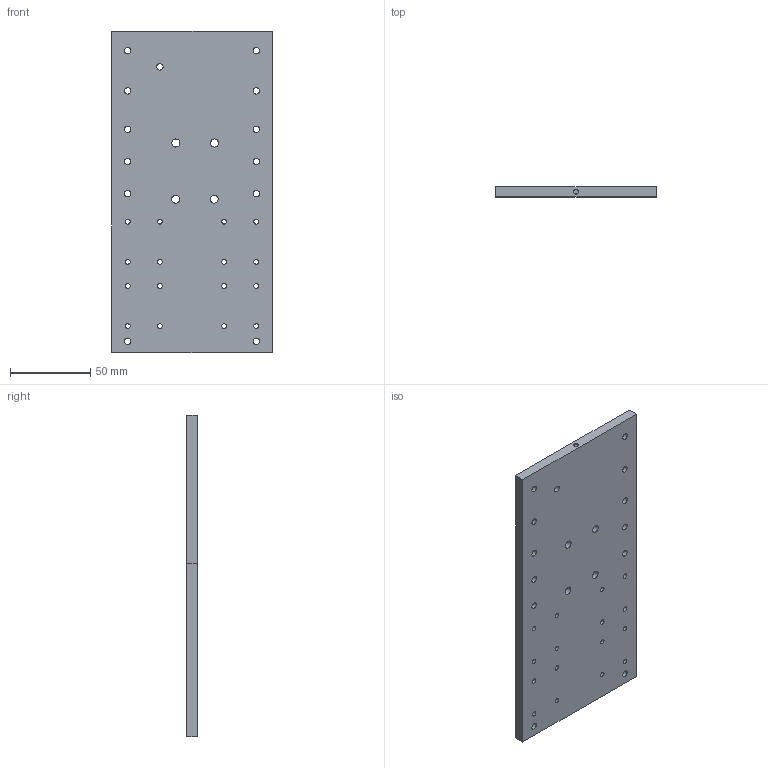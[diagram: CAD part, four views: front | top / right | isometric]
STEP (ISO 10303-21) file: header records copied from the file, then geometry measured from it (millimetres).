
FILE_DESCRIPTION(/* description */ ('','CAx-IF Rec.Pracs.---Representation and Presentation of Product Manufacturing Information (PMI)---4.0---2014-10-13'),/* implementation_level */ '2;1');
FILE_NAME(/* name */ 'Z_Backplate v13.step',/* time_stamp */ '2025-01-05T14:29:03-08:00',/* author */ (''),/* organization */ (''),/* preprocessor_version */ 'ST-DEVELOPER v20',/* originating_system */ 'Autodesk Translation Framework v13.20.0.188',/* authorisation */ '');
FILE_SCHEMA (('AP242_MANAGED_MODEL_BASED_3D_ENGINEERING_MIM_LF { 1 0 10303 442 1 1 4 }'));
Length unit declared in the file: millimetre
Products named in the file (1): CNC Assembly_ggsner v1
Bounding box: 100 x 6.35 x 200 mm (x, y, z)
Volume: 124738.5 mm3; surface area: 45503.2 mm2
Topology: 1 solids, 1 shells, 42 faces, 120 edges, 81 vertices
Faces by surface type: cylinder 34, plane 8
Full cylindrical faces by diameter (mm): 3 x17, 4 x13, 5 x4
Entity records: 1577 total; most frequent: DIRECTION 274, CARTESIAN_POINT 244, ORIENTED_EDGE 240, EDGE_CURVE 120, AXIS2_PLACEMENT_3D 111, EDGE_LOOP 109, VERTEX_POINT 81, CIRCLE 68
